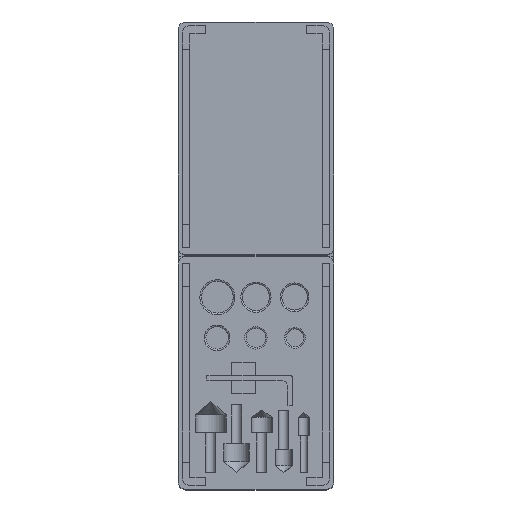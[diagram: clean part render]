
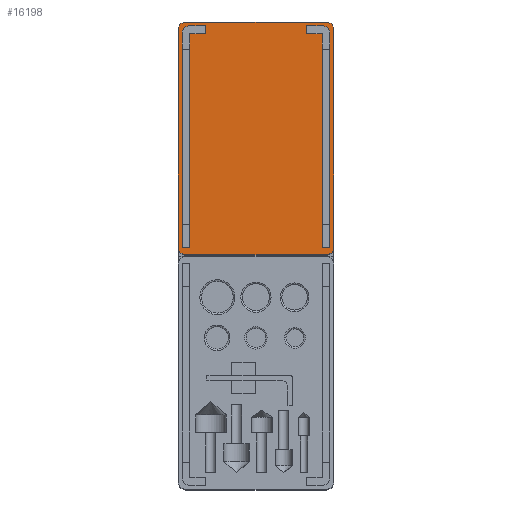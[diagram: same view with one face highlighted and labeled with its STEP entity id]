
A CAD part, top view. The second image highlights one B-rep face of the part: STEP entity #16198.
In plain terms, the highlighted planar face has unit normal (0, 0, 1).
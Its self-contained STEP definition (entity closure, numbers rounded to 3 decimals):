
#125=FACE_BOUND('',#2321,.T.);
#126=FACE_BOUND('',#2322,.T.);
#536=PLANE('',#17419);
#1401=FACE_OUTER_BOUND('',#2320,.T.);
#2320=EDGE_LOOP('',(#14917,#14918,#14919,#14920,#14921,#14922,#14923,#14924));
#2321=EDGE_LOOP('',(#14925,#14926,#14927,#14928,#14929,#14930,#14931));
#2322=EDGE_LOOP('',(#14932,#14933,#14934,#14935,#14936,#14937,#14938));
#2656=CIRCLE('',#17362,5.);
#2658=CIRCLE('',#17372,5.);
#2669=CIRCLE('',#17405,5.);
#2671=CIRCLE('',#17409,5.);
#2673=CIRCLE('',#17413,5.);
#2675=CIRCLE('',#17417,5.);
#4614=LINE('',#40768,#6125);
#4618=LINE('',#40776,#6129);
#4621=LINE('',#40782,#6132);
#4627=LINE('',#40797,#6138);
#4630=LINE('',#40803,#6141);
#4633=LINE('',#40808,#6144);
#4635=LINE('',#40814,#6146);
#4641=LINE('',#40826,#6152);
#4648=LINE('',#40843,#6159);
#4651=LINE('',#40849,#6162);
#4654=LINE('',#40854,#6165);
#4657=LINE('',#40860,#6168);
#4689=LINE('',#40943,#6200);
#4694=LINE('',#40956,#6205);
#4698=LINE('',#40968,#6209);
#4702=LINE('',#40980,#6213);
#6125=VECTOR('',#21122,10.);
#6129=VECTOR('',#21128,10.);
#6132=VECTOR('',#21133,10.);
#6138=VECTOR('',#21149,10.);
#6141=VECTOR('',#21154,10.);
#6144=VECTOR('',#21159,10.);
#6146=VECTOR('',#21165,10.);
#6152=VECTOR('',#21173,10.);
#6159=VECTOR('',#21188,10.);
#6162=VECTOR('',#21193,10.);
#6165=VECTOR('',#21198,10.);
#6168=VECTOR('',#21207,10.);
#6200=VECTOR('',#21285,10.);
#6205=VECTOR('',#21298,10.);
#6209=VECTOR('',#21310,10.);
#6213=VECTOR('',#21322,10.);
#7729=VERTEX_POINT('',#40766);
#7730=VERTEX_POINT('',#40767);
#7733=VERTEX_POINT('',#40775);
#7735=VERTEX_POINT('',#40781);
#7737=VERTEX_POINT('',#40787);
#7739=VERTEX_POINT('',#40796);
#7741=VERTEX_POINT('',#40802);
#7743=VERTEX_POINT('',#40812);
#7744=VERTEX_POINT('',#40813);
#7748=VERTEX_POINT('',#40824);
#7749=VERTEX_POINT('',#40825);
#7753=VERTEX_POINT('',#40836);
#7755=VERTEX_POINT('',#40842);
#7757=VERTEX_POINT('',#40848);
#7785=VERTEX_POINT('',#40940);
#7786=VERTEX_POINT('',#40942);
#7788=VERTEX_POINT('',#40948);
#7790=VERTEX_POINT('',#40954);
#7792=VERTEX_POINT('',#40960);
#7794=VERTEX_POINT('',#40966);
#7796=VERTEX_POINT('',#40972);
#7798=VERTEX_POINT('',#40978);
#10070=EDGE_CURVE('',#7729,#7730,#4614,.T.);
#10074=EDGE_CURVE('',#7730,#7733,#4618,.T.);
#10077=EDGE_CURVE('',#7733,#7735,#4621,.T.);
#10080=EDGE_CURVE('',#7735,#7737,#2656,.T.);
#10085=EDGE_CURVE('',#7737,#7739,#4627,.T.);
#10088=EDGE_CURVE('',#7739,#7741,#4630,.T.);
#10091=EDGE_CURVE('',#7741,#7729,#4633,.T.);
#10093=EDGE_CURVE('',#7743,#7744,#4635,.T.);
#10099=EDGE_CURVE('',#7748,#7749,#4641,.T.);
#10105=EDGE_CURVE('',#7749,#7753,#2658,.T.);
#10108=EDGE_CURVE('',#7753,#7755,#4648,.T.);
#10111=EDGE_CURVE('',#7755,#7757,#4651,.T.);
#10114=EDGE_CURVE('',#7757,#7743,#4654,.T.);
#10117=EDGE_CURVE('',#7744,#7748,#4657,.T.);
#10157=EDGE_CURVE('',#7785,#7786,#4689,.T.);
#10161=EDGE_CURVE('',#7788,#7785,#2669,.T.);
#10164=EDGE_CURVE('',#7790,#7788,#4694,.T.);
#10167=EDGE_CURVE('',#7792,#7790,#2671,.T.);
#10170=EDGE_CURVE('',#7794,#7792,#4698,.T.);
#10173=EDGE_CURVE('',#7796,#7794,#2673,.T.);
#10176=EDGE_CURVE('',#7798,#7796,#4702,.T.);
#10178=EDGE_CURVE('',#7786,#7798,#2675,.T.);
#14917=ORIENTED_EDGE('',*,*,#10178,.F.);
#14918=ORIENTED_EDGE('',*,*,#10157,.F.);
#14919=ORIENTED_EDGE('',*,*,#10161,.F.);
#14920=ORIENTED_EDGE('',*,*,#10164,.F.);
#14921=ORIENTED_EDGE('',*,*,#10167,.F.);
#14922=ORIENTED_EDGE('',*,*,#10170,.F.);
#14923=ORIENTED_EDGE('',*,*,#10173,.F.);
#14924=ORIENTED_EDGE('',*,*,#10176,.F.);
#14925=ORIENTED_EDGE('',*,*,#10099,.F.);
#14926=ORIENTED_EDGE('',*,*,#10117,.F.);
#14927=ORIENTED_EDGE('',*,*,#10093,.F.);
#14928=ORIENTED_EDGE('',*,*,#10114,.F.);
#14929=ORIENTED_EDGE('',*,*,#10111,.F.);
#14930=ORIENTED_EDGE('',*,*,#10108,.F.);
#14931=ORIENTED_EDGE('',*,*,#10105,.F.);
#14932=ORIENTED_EDGE('',*,*,#10085,.F.);
#14933=ORIENTED_EDGE('',*,*,#10080,.F.);
#14934=ORIENTED_EDGE('',*,*,#10077,.F.);
#14935=ORIENTED_EDGE('',*,*,#10074,.F.);
#14936=ORIENTED_EDGE('',*,*,#10070,.F.);
#14937=ORIENTED_EDGE('',*,*,#10091,.F.);
#14938=ORIENTED_EDGE('',*,*,#10088,.F.);
#16198=ADVANCED_FACE('',(#1401,#125,#126),#536,.T.);
#17362=AXIS2_PLACEMENT_3D('',#40788,#21138,#21139);
#17372=AXIS2_PLACEMENT_3D('',#40837,#21181,#21182);
#17405=AXIS2_PLACEMENT_3D('',#40950,#21292,#21293);
#17409=AXIS2_PLACEMENT_3D('',#40962,#21304,#21305);
#17413=AXIS2_PLACEMENT_3D('',#40974,#21316,#21317);
#17417=AXIS2_PLACEMENT_3D('',#40983,#21327,#21328);
#17419=AXIS2_PLACEMENT_3D('',#40985,#21331,#21332);
#21122=DIRECTION('',(1.,0.,0.));
#21128=DIRECTION('',(0.,1.,0.));
#21133=DIRECTION('',(-1.,0.,0.));
#21138=DIRECTION('center_axis',(0.,0.,1.));
#21139=DIRECTION('ref_axis',(-1.,0.,0.));
#21149=DIRECTION('',(0.,-1.,0.));
#21154=DIRECTION('',(1.,0.,0.));
#21159=DIRECTION('',(0.,1.,0.));
#21165=DIRECTION('',(0.,-1.,0.));
#21173=DIRECTION('',(0.,1.,0.));
#21181=DIRECTION('center_axis',(0.,0.,1.));
#21182=DIRECTION('ref_axis',(0.,1.,0.));
#21188=DIRECTION('',(-1.,0.,0.));
#21193=DIRECTION('',(0.,-1.,0.));
#21198=DIRECTION('',(1.,0.,0.));
#21207=DIRECTION('',(1.,0.,0.));
#21285=DIRECTION('',(1.,0.,0.));
#21292=DIRECTION('center_axis',(0.,0.,-1.));
#21293=DIRECTION('ref_axis',(0.,1.,0.));
#21298=DIRECTION('',(0.,1.,0.));
#21304=DIRECTION('center_axis',(0.,0.,-1.));
#21305=DIRECTION('ref_axis',(-1.,0.,0.));
#21310=DIRECTION('',(-1.,0.,0.));
#21316=DIRECTION('center_axis',(0.,0.,-1.));
#21317=DIRECTION('ref_axis',(0.,-1.,0.));
#21322=DIRECTION('',(0.,-1.,0.));
#21327=DIRECTION('center_axis',(0.,0.,-1.));
#21328=DIRECTION('ref_axis',(1.,0.,0.));
#21331=DIRECTION('center_axis',(0.,0.,1.));
#21332=DIRECTION('ref_axis',(1.,0.,0.));
#40766=CARTESIAN_POINT('',(7.5,292.5,240.));
#40767=CARTESIAN_POINT('',(17.5,292.5,240.));
#40768=CARTESIAN_POINT('',(33.75,292.5,240.));
#40775=CARTESIAN_POINT('',(17.5,297.5,240.));
#40776=CARTESIAN_POINT('',(17.5,261.375,240.));
#40781=CARTESIAN_POINT('',(7.5,297.5,240.));
#40782=CARTESIAN_POINT('',(28.75,297.5,240.));
#40787=CARTESIAN_POINT('',(2.5,292.5,240.));
#40788=CARTESIAN_POINT('Origin',(7.5,292.5,240.));
#40796=CARTESIAN_POINT('',(2.5,155.,240.));
#40797=CARTESIAN_POINT('',(2.5,190.125,240.));
#40802=CARTESIAN_POINT('',(7.5,155.,240.));
#40803=CARTESIAN_POINT('',(28.75,155.,240.));
#40808=CARTESIAN_POINT('',(7.5,197.625,240.));
#40812=CARTESIAN_POINT('',(92.5,292.5,240.));
#40813=CARTESIAN_POINT('',(92.5,155.,240.));
#40814=CARTESIAN_POINT('',(92.5,253.875,240.));
#40824=CARTESIAN_POINT('',(97.5,155.,240.));
#40825=CARTESIAN_POINT('',(97.5,292.5,240.));
#40826=CARTESIAN_POINT('',(97.5,197.625,240.));
#40836=CARTESIAN_POINT('',(92.5,297.5,240.));
#40837=CARTESIAN_POINT('Origin',(92.5,292.5,240.));
#40842=CARTESIAN_POINT('',(82.5,297.5,240.));
#40843=CARTESIAN_POINT('',(66.25,297.5,240.));
#40848=CARTESIAN_POINT('',(82.5,292.5,240.));
#40849=CARTESIAN_POINT('',(82.5,258.875,240.));
#40854=CARTESIAN_POINT('',(71.25,292.5,240.));
#40860=CARTESIAN_POINT('',(73.75,155.,240.));
#40940=CARTESIAN_POINT('',(5.,300.,240.));
#40942=CARTESIAN_POINT('',(95.,300.,240.));
#40943=CARTESIAN_POINT('',(95.,300.,240.));
#40948=CARTESIAN_POINT('',(0.,295.,240.));
#40950=CARTESIAN_POINT('Origin',(5.,295.,240.));
#40954=CARTESIAN_POINT('',(0.,155.5,240.));
#40956=CARTESIAN_POINT('',(0.,295.,240.));
#40960=CARTESIAN_POINT('',(5.,150.5,240.));
#40962=CARTESIAN_POINT('Origin',(5.,155.5,240.));
#40966=CARTESIAN_POINT('',(95.,150.5,240.));
#40968=CARTESIAN_POINT('',(5.,150.5,240.));
#40972=CARTESIAN_POINT('',(100.,155.5,240.));
#40974=CARTESIAN_POINT('Origin',(95.,155.5,240.));
#40978=CARTESIAN_POINT('',(100.,295.,240.));
#40980=CARTESIAN_POINT('',(100.,155.5,240.));
#40983=CARTESIAN_POINT('Origin',(95.,295.,240.));
#40985=CARTESIAN_POINT('Origin',(50.,225.25,240.));
